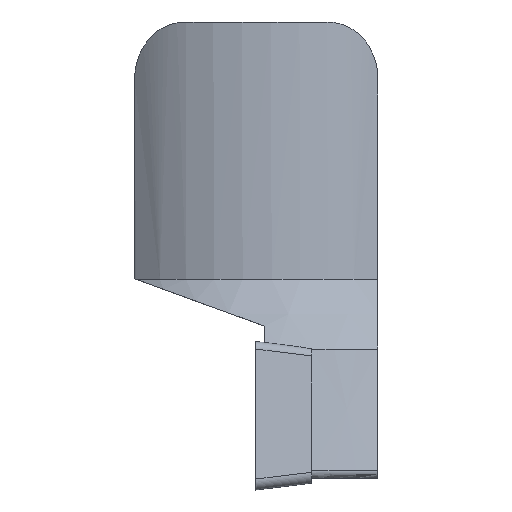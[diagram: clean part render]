
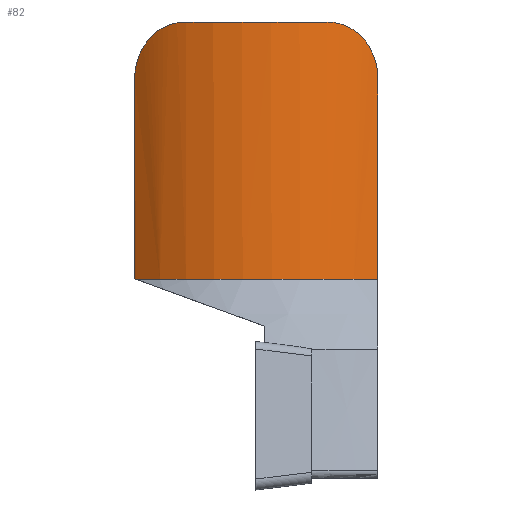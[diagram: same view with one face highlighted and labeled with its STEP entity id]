
A CAD part, left-side view. The second image highlights one B-rep face of the part: STEP entity #82.
In plain terms, the highlighted cylindrical face has radius 8 mm (diameter 16 mm), a partial arc.
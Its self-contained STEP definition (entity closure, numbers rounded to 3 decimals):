
#48=CYLINDRICAL_SURFACE('',#688,8.);
#68=B_SPLINE_CURVE_WITH_KNOTS('',3,(#1041,#1042,#1043,#1044),
 .UNSPECIFIED.,.F.,.F.,(4,4),(0.,1.),.UNSPECIFIED.);
#69=B_SPLINE_CURVE_WITH_KNOTS('',3,(#1046,#1047,#1048,#1049,#1050,#1051,
#1052,#1053,#1054,#1055,#1056,#1057,#1058,#1059,#1060,#1061),
 .UNSPECIFIED.,.F.,.F.,(4,3,3,3,3,4),(0.,0.233,0.465,
0.709,0.955,1.),.UNSPECIFIED.);
#70=B_SPLINE_CURVE_WITH_KNOTS('',3,(#1065,#1066,#1067,#1068,#1069,#1070,
#1071,#1072,#1073,#1074,#1075,#1076,#1077,#1078,#1079,#1080),
 .UNSPECIFIED.,.F.,.F.,(4,3,3,3,3,4),(0.,0.21,0.42,
0.637,0.859,1.),.UNSPECIFIED.);
#82=ADVANCED_FACE('',(#135),#48,.T.);
#135=FACE_OUTER_BOUND('',#168,.T.);
#168=EDGE_LOOP('',(#279,#280,#281,#282,#283,#284,#285));
#193=CIRCLE('',#683,8.);
#194=CIRCLE('',#687,8.);
#279=ORIENTED_EDGE('',*,*,#480,.T.);
#280=ORIENTED_EDGE('',*,*,#457,.T.);
#281=ORIENTED_EDGE('',*,*,#486,.T.);
#282=ORIENTED_EDGE('',*,*,#487,.F.);
#283=ORIENTED_EDGE('',*,*,#488,.T.);
#284=ORIENTED_EDGE('',*,*,#489,.F.);
#285=ORIENTED_EDGE('',*,*,#485,.T.);
#397=VERTEX_POINT('',#958);
#398=VERTEX_POINT('',#960);
#412=VERTEX_POINT('',#1032);
#414=VERTEX_POINT('',#1037);
#416=VERTEX_POINT('',#1062);
#417=VERTEX_POINT('',#1064);
#418=VERTEX_POINT('',#1081);
#457=EDGE_CURVE('',#398,#397,#538,.T.);
#480=EDGE_CURVE('',#412,#398,#193,.T.);
#485=EDGE_CURVE('',#414,#412,#68,.T.);
#486=EDGE_CURVE('',#397,#416,#69,.T.);
#487=EDGE_CURVE('',#417,#416,#194,.T.);
#488=EDGE_CURVE('',#417,#418,#70,.T.);
#489=EDGE_CURVE('',#414,#418,#553,.T.);
#538=LINE('',#959,#592);
#553=LINE('',#1082,#607);
#592=VECTOR('',#747,1.);
#607=VECTOR('',#796,1.);
#683=AXIS2_PLACEMENT_3D('',#1031,#783,#784);
#687=AXIS2_PLACEMENT_3D('',#1063,#794,#795);
#688=AXIS2_PLACEMENT_3D('',#1083,#797,#798);
#747=DIRECTION('',(0.,0.,1.));
#783=DIRECTION('',(0.,0.,1.));
#784=DIRECTION('',(-0.769,0.639,0.));
#794=DIRECTION('',(0.,0.,1.));
#795=DIRECTION('',(-0.927,0.374,0.));
#796=DIRECTION('',(0.,0.,1.));
#797=DIRECTION('',(0.,0.,1.));
#798=DIRECTION('',(1.,0.,0.));
#958=CARTESIAN_POINT('',(-2.579,-5.175,7.908));
#959=CARTESIAN_POINT('',(-2.579,-5.175,-1.));
#960=CARTESIAN_POINT('',(-2.579,-5.175,-1.));
#1031=CARTESIAN_POINT('',(3.5,0.025,-1.));
#1032=CARTESIAN_POINT('',(-2.651,5.14,-1.));
#1037=CARTESIAN_POINT('',(-2.589,5.213,-0.973));
#1041=CARTESIAN_POINT('',(-2.589,5.213,-0.973));
#1042=CARTESIAN_POINT('',(-2.61,5.189,-0.982));
#1043=CARTESIAN_POINT('',(-2.631,5.165,-0.991));
#1044=CARTESIAN_POINT('',(-2.651,5.14,-1.));
#1046=CARTESIAN_POINT('',(-2.579,-5.175,7.908));
#1047=CARTESIAN_POINT('',(-2.611,-5.138,8.18));
#1048=CARTESIAN_POINT('',(-2.675,-5.063,8.446));
#1049=CARTESIAN_POINT('',(-2.761,-4.955,8.685));
#1050=CARTESIAN_POINT('',(-2.846,-4.848,8.924));
#1051=CARTESIAN_POINT('',(-2.955,-4.706,9.142));
#1052=CARTESIAN_POINT('',(-3.072,-4.537,9.326));
#1053=CARTESIAN_POINT('',(-3.194,-4.36,9.519));
#1054=CARTESIAN_POINT('',(-3.329,-4.15,9.678));
#1055=CARTESIAN_POINT('',(-3.46,-3.919,9.791));
#1056=CARTESIAN_POINT('',(-3.592,-3.686,9.906));
#1057=CARTESIAN_POINT('',(-3.723,-3.426,9.976));
#1058=CARTESIAN_POINT('',(-3.839,-3.159,9.995));
#1059=CARTESIAN_POINT('',(-3.86,-3.11,9.998));
#1060=CARTESIAN_POINT('',(-3.881,-3.061,10.));
#1061=CARTESIAN_POINT('',(-3.901,-3.011,10.));
#1062=CARTESIAN_POINT('',(-3.901,-3.011,10.));
#1063=CARTESIAN_POINT('',(3.5,0.025,10.));
#1064=CARTESIAN_POINT('',(-3.919,3.017,10.));
#1065=CARTESIAN_POINT('',(-3.919,3.017,10.));
#1066=CARTESIAN_POINT('',(-3.816,3.274,10.));
#1067=CARTESIAN_POINT('',(-3.697,3.529,9.953));
#1068=CARTESIAN_POINT('',(-3.574,3.761,9.864));
#1069=CARTESIAN_POINT('',(-3.452,3.992,9.775));
#1070=CARTESIAN_POINT('',(-3.323,4.208,9.642));
#1071=CARTESIAN_POINT('',(-3.202,4.393,9.477));
#1072=CARTESIAN_POINT('',(-3.077,4.586,9.305));
#1073=CARTESIAN_POINT('',(-2.956,4.752,9.093));
#1074=CARTESIAN_POINT('',(-2.858,4.88,8.856));
#1075=CARTESIAN_POINT('',(-2.758,5.011,8.616));
#1076=CARTESIAN_POINT('',(-2.679,5.107,8.343));
#1077=CARTESIAN_POINT('',(-2.634,5.161,8.06));
#1078=CARTESIAN_POINT('',(-2.605,5.196,7.877));
#1079=CARTESIAN_POINT('',(-2.589,5.213,7.688));
#1080=CARTESIAN_POINT('',(-2.589,5.213,7.5));
#1081=CARTESIAN_POINT('',(-2.589,5.213,7.5));
#1082=CARTESIAN_POINT('',(-2.589,5.213,-0.973));
#1083=CARTESIAN_POINT('',(3.5,0.025,-10.375));
